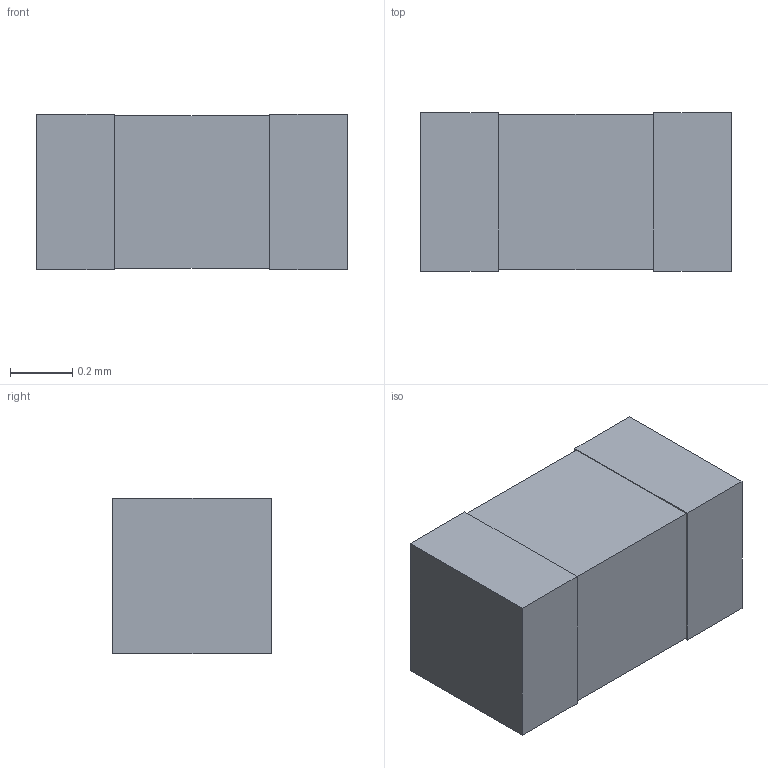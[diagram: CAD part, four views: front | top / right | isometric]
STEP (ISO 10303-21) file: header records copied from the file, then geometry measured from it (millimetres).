
FILE_DESCRIPTION (( 'STEP AP214' ), '1' );
FILE_NAME ('User Library-CAPC_0402.STEP', '2010-07-18T02:49:30', ( 'sysAdmin' ), ( 'SolidWorks' ), 'SwSTEP 2.0', 'SolidWorks 2010', '' );
FILE_SCHEMA (( 'AUTOMOTIVE_DESIGN' ));
Length unit declared in the file: millimetre
Products named in the file (3): User Library-CAPC_0402_CAPC_0402_Lead_1; User Library-CAPC_0402; User Library-CAPC_0402_CAPC_0402_Body_1
Assembly tree (3 placements, depth 2):
  User Library-CAPC_0402
    User Library-CAPC_0402_CAPC_0402_Lead_1  x2
    User Library-CAPC_0402_CAPC_0402_Body_1
Bounding box: 1 x 0.51 x 0.5 mm (x, y, z)
Surface area: 4.5 mm2
Topology: 3 solids, 3 shells, 18 faces, 36 edges, 24 vertices
Faces by surface type: plane 18
Entity records: 558 total; most frequent: DIRECTION 60, CARTESIAN_POINT 58, ORIENTED_EDGE 48, VECTOR 24, LINE 24, EDGE_CURVE 24, UNCERTAINTY_MEASURE_WITH_UNIT 19, AXIS2_PLACEMENT_3D 18
